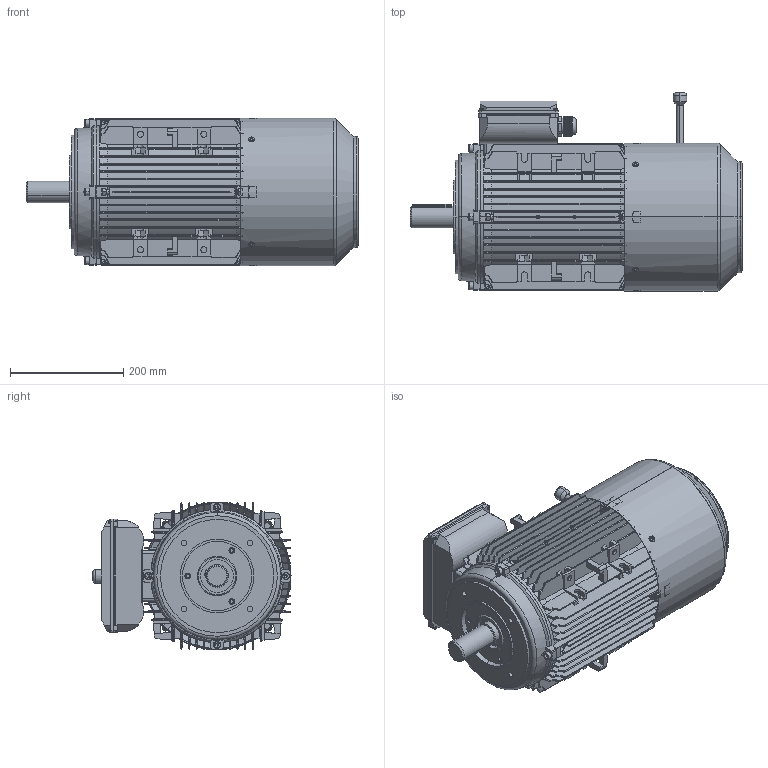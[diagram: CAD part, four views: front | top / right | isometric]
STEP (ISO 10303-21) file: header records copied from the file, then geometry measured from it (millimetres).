
FILE_DESCRIPTION (( 'STEP AP203' ), '1' );
FILE_NAME ('TB132M B14(ML諉盄碟ｊ倰).STEP', '2021-12-02T06:10:20', ( '' ), ( '' ), 'SwSTEP 2.0', 'SolidWorks 2014', '' );
FILE_SCHEMA (( 'CONFIG_CONTROL_DESIGN' ));
Products named in the file (16): TA132B14楊擘1; Cross recessed thread forming screws GB_GB_CROSS_SCREWS_TYPE138 M5X12-N; ML100-ML112諉盄碟釱(臏); TB132瑞欶; TB132M B14(ML諉盄碟ｊ倰); Hexagon socket head cap screws GB_GB_FASTENER_SCREWS_HSHCS M8X35-N; 112-132堤盄蹟杶; Plain parallel keys_GB_CONNECTING_PIECE_KEYS_CSK 10X70; ML100-ML112諉盄碟裔(臏); T132M儂褲; 112怢宒瑞珔; Hexagon nuts grade C GB_GB_FASTENER_NUT_SNC1 M8-N; Cross recessed thread forming screws GB_GB_CROSS_SCREWS_TYPE138 M4X10-N; TB132M蛌粣; ML112諉盄碟蚾饜极; TB132綴裔
Assembly tree (35 placements, depth 3):
  TB132M B14(ML諉盄碟ｊ倰)
    T132M儂褲
    TB132綴裔
    Hexagon socket head cap screws GB_GB_FASTENER_SCREWS_HSHCS M8X35-N  x8
    Hexagon nuts grade C GB_GB_FASTENER_NUT_SNC1 M8-N  x8
    Cross recessed thread forming screws GB_GB_CROSS_SCREWS_TYPE138 M5X12-N  x4
    Plain parallel keys_GB_CONNECTING_PIECE_KEYS_CSK 10X70
    TB132M蛌粣
    TB132瑞欶
    112怢宒瑞珔
    TA132B14楊擘1
    ML112諉盄碟蚾饜极
      112-132堤盄蹟杶
      Cross recessed thread forming screws GB_GB_CROSS_SCREWS_TYPE138 M4X10-N  x4
      ML100-ML112諉盄碟釱(臏)
      ML100-ML112諉盄碟裔(臏)
Bounding box: 586 x 349.7 x 261.1 mm (x, y, z)
Volume: 3974913.5 mm3; surface area: 2025178.5 mm2
Topology: 35 solids, 35 shells, 5155 faces, 14022 edges, 8876 vertices
Faces by surface type: plane 2700, cylinder 1222, bspline 687, cone 337, torus 193, sphere 16
Entity records: 179925 total; most frequent: CARTESIAN_POINT 65128, ORIENTED_EDGE 25696, DIRECTION 20346, EDGE_CURVE 12848, VERTEX_POINT 8241, VECTOR 7140, LINE 7140, AXIS2_PLACEMENT_3D 6603
